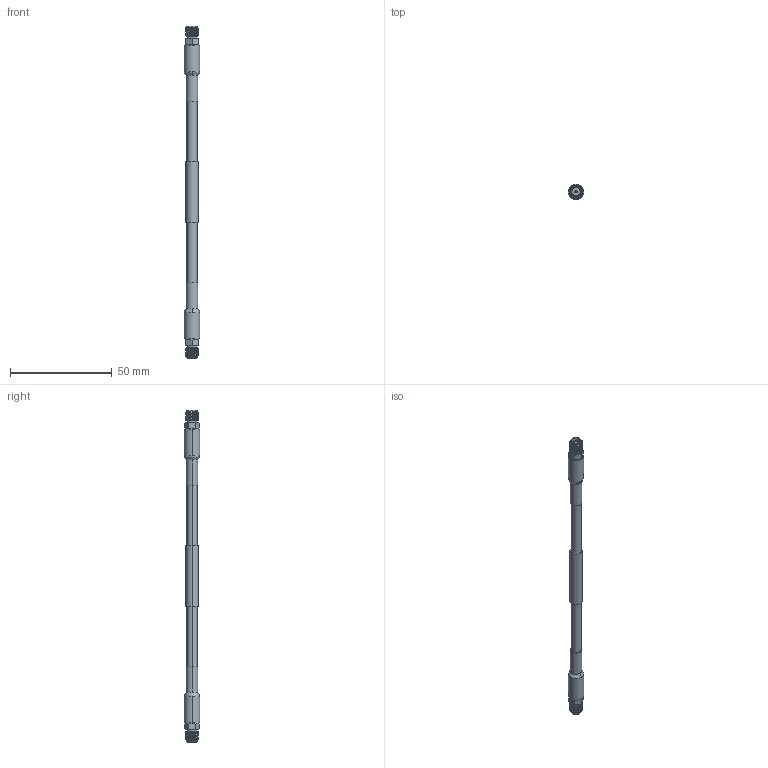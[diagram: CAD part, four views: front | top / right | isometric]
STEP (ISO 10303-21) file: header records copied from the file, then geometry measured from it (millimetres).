
FILE_DESCRIPTION (( 'STEP AP214' ), '1' );
FILE_NAME ('FMC00519.step', '2021-04-29T22:08:56', ( '' ), ( '' ), 'SwSTEP 2.0', 'SolidWorks 2020', '' );
FILE_SCHEMA (( 'AUTOMOTIVE_DESIGN' ));
Length unit declared in the file: inch
Products named in the file (4): Center label^FMC00519; LMR-195^FMC00519_LMR-195; FMCN1377^FMC00519_Heat Shrink; FMC00519
Assembly tree (4 placements, depth 2):
  FMC00519
    LMR-195^FMC00519_LMR-195
    Center label^FMC00519
    FMCN1377^FMC00519_Heat Shrink  x2
Bounding box: 7.52 x 7.52 x 163.47 mm (x, y, z)
Volume: 4993.3 mm3; surface area: 3990.4 mm2
Topology: 6 solids, 6 shells, 158 faces, 360 edges, 226 vertices
Faces by surface type: cylinder 64, cone 44, plane 36, bspline 10, torus 4
Entity records: 3621 total; most frequent: CARTESIAN_POINT 1660, ORIENTED_EDGE 372, DIRECTION 365, EDGE_CURVE 186, AXIS2_PLACEMENT_3D 159, VERTEX_POINT 117, EDGE_LOOP 91, FACE_OUTER_BOUND 83
